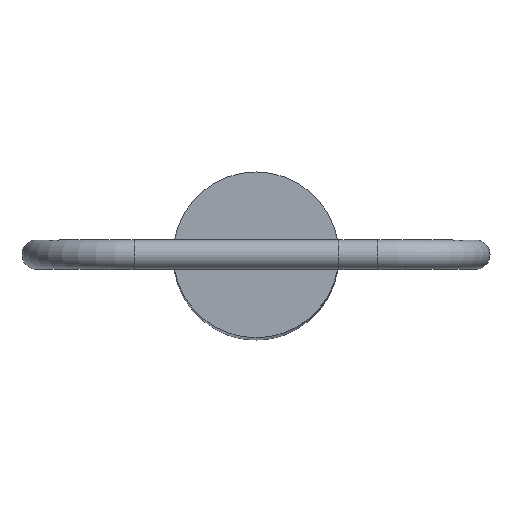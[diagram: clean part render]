
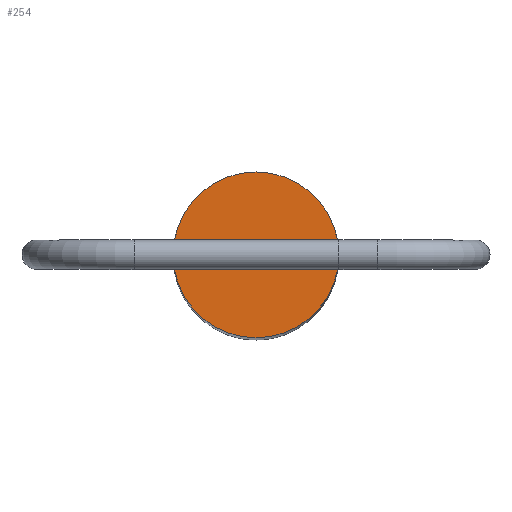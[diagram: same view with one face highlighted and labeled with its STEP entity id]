
A CAD part, top view. The second image highlights one B-rep face of the part: STEP entity #254.
In plain terms, the highlighted planar face has unit normal (0, 0, 1).
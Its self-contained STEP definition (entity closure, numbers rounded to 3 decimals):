
#20=PLANE('',#289);
#30=CIRCLE('',#287,8.5);
#51=FACE_OUTER_BOUND('',#71,.T.);
#71=EDGE_LOOP('',(#195));
#114=VERTEX_POINT('',#477);
#140=EDGE_CURVE('',#114,#114,#30,.T.);
#195=ORIENTED_EDGE('',*,*,#140,.T.);
#254=ADVANCED_FACE('',(#51),#20,.T.);
#287=AXIS2_PLACEMENT_3D('',#478,#331,#332);
#289=AXIS2_PLACEMENT_3D('',#570,#337,#338);
#331=DIRECTION('center_axis',(0.,0.,1.));
#332=DIRECTION('ref_axis',(-1.,0.,0.));
#337=DIRECTION('center_axis',(0.,0.,1.));
#338=DIRECTION('ref_axis',(-1.,0.,0.));
#477=CARTESIAN_POINT('',(-8.5,0.,142.));
#478=CARTESIAN_POINT('Origin',(0.,0.,142.));
#570=CARTESIAN_POINT('Origin',(0.,0.,142.));
